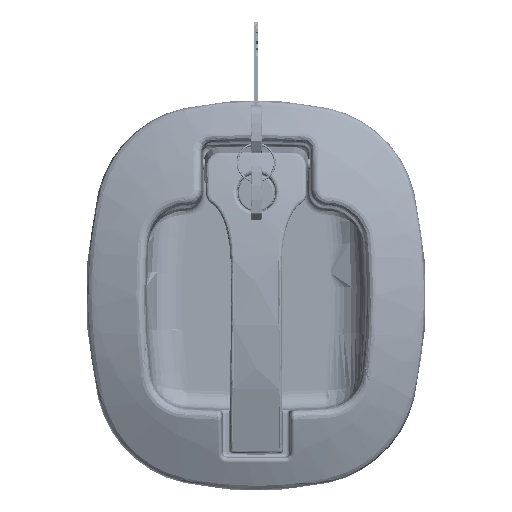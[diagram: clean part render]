
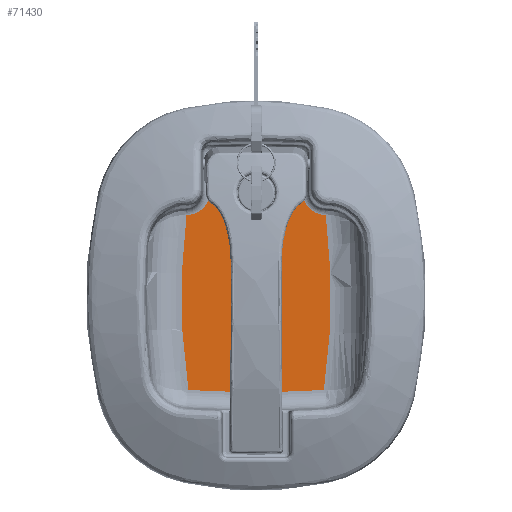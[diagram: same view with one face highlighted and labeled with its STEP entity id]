
A CAD part, top view. The second image highlights one B-rep face of the part: STEP entity #71430.
In plain terms, the highlighted planar face has unit normal (0, 0, 1).
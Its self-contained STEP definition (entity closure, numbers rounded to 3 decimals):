
#2041=FACE_BOUND('',#12946,.T.);
#4949=PLANE('',#77319);
#8246=FACE_OUTER_BOUND('',#12945,.T.);
#12945=EDGE_LOOP('',(#56895,#56896,#56897,#56898,#56899,#56900,#56901,#56902,
#56903,#56904));
#12946=EDGE_LOOP('',(#56905));
#18230=LINE('',#116061,#23321);
#18232=LINE('',#116101,#23323);
#23321=VECTOR('',#90053,0.394);
#23323=VECTOR('',#90079,0.394);
#26577=CIRCLE('',#76577,0.418);
#26581=CIRCLE('',#76582,0.013);
#26584=CIRCLE('',#76586,19.673);
#26587=CIRCLE('',#76589,0.013);
#26591=CIRCLE('',#76595,0.418);
#26904=CIRCLE('',#77012,19.602);
#27063=CIRCLE('',#77320,11.305);
#27064=CIRCLE('',#77321,11.305);
#27065=CIRCLE('',#77322,0.479);
#31997=VERTEX_POINT('',#116047);
#31999=VERTEX_POINT('',#116053);
#32001=VERTEX_POINT('',#116059);
#32003=VERTEX_POINT('',#116073);
#32005=VERTEX_POINT('',#116079);
#32007=VERTEX_POINT('',#116093);
#32009=VERTEX_POINT('',#116099);
#32011=VERTEX_POINT('',#116105);
#32485=VERTEX_POINT('',#121023);
#32486=VERTEX_POINT('',#121027);
#32693=VERTEX_POINT('',#123168);
#40299=EDGE_CURVE('',#31999,#31997,#26577,.T.);
#40302=EDGE_CURVE('',#32001,#31999,#18230,.T.);
#40305=EDGE_CURVE('',#32003,#32001,#26581,.T.);
#40308=EDGE_CURVE('',#32005,#32003,#26584,.T.);
#40311=EDGE_CURVE('',#32007,#32005,#26587,.T.);
#40314=EDGE_CURVE('',#32009,#32007,#18232,.T.);
#40317=EDGE_CURVE('',#32011,#32009,#26591,.T.);
#40937=EDGE_CURVE('',#32486,#32485,#26904,.T.);
#41266=EDGE_CURVE('',#31997,#32486,#27063,.T.);
#41267=EDGE_CURVE('',#32485,#32011,#27064,.T.);
#41268=EDGE_CURVE('',#32693,#32693,#27065,.T.);
#56895=ORIENTED_EDGE('',*,*,#40937,.F.);
#56896=ORIENTED_EDGE('',*,*,#41266,.F.);
#56897=ORIENTED_EDGE('',*,*,#40299,.F.);
#56898=ORIENTED_EDGE('',*,*,#40302,.F.);
#56899=ORIENTED_EDGE('',*,*,#40305,.F.);
#56900=ORIENTED_EDGE('',*,*,#40308,.F.);
#56901=ORIENTED_EDGE('',*,*,#40311,.F.);
#56902=ORIENTED_EDGE('',*,*,#40314,.F.);
#56903=ORIENTED_EDGE('',*,*,#40317,.F.);
#56904=ORIENTED_EDGE('',*,*,#41267,.F.);
#56905=ORIENTED_EDGE('',*,*,#41268,.F.);
#71430=ADVANCED_FACE('',(#8246,#2041),#4949,.T.);
#76577=AXIS2_PLACEMENT_3D('',#116055,#90046,#90047);
#76582=AXIS2_PLACEMENT_3D('',#116075,#90058,#90059);
#76586=AXIS2_PLACEMENT_3D('',#116081,#90066,#90067);
#76589=AXIS2_PLACEMENT_3D('',#116095,#90072,#90073);
#76595=AXIS2_PLACEMENT_3D('',#116107,#90086,#90087);
#77012=AXIS2_PLACEMENT_3D('',#121029,#90998,#90999);
#77319=AXIS2_PLACEMENT_3D('',#123165,#91702,#91703);
#77320=AXIS2_PLACEMENT_3D('',#123166,#91704,#91705);
#77321=AXIS2_PLACEMENT_3D('',#123167,#91706,#91707);
#77322=AXIS2_PLACEMENT_3D('',#123169,#91708,#91709);
#90046=DIRECTION('center_axis',(0.,0.,
1.));
#90047=DIRECTION('ref_axis',(-0.727,-0.687,0.));
#90053=DIRECTION('',(0.,-1.,0.));
#90058=DIRECTION('center_axis',(0.,0.,
-1.));
#90059=DIRECTION('ref_axis',(0.721,0.693,0.));
#90066=DIRECTION('center_axis',(0.,0.,
-1.));
#90067=DIRECTION('ref_axis',(0.,1.,0.));
#90072=DIRECTION('center_axis',(0.,0.,
-1.));
#90073=DIRECTION('ref_axis',(-0.721,0.693,0.));
#90079=DIRECTION('',(0.,1.,0.));
#90086=DIRECTION('center_axis',(0.,0.,
1.));
#90087=DIRECTION('ref_axis',(0.727,-0.687,0.));
#90998=DIRECTION('center_axis',(0.,0.,
-1.));
#90999=DIRECTION('ref_axis',(0.,-1.,0.));
#91702=DIRECTION('center_axis',(0.,0.,
1.));
#91703=DIRECTION('ref_axis',(1.,0.,0.));
#91704=DIRECTION('center_axis',(0.,0.,
-1.));
#91705=DIRECTION('ref_axis',(1.,-0.019,0.));
#91706=DIRECTION('center_axis',(0.,0.,
-1.));
#91707=DIRECTION('ref_axis',(-1.,-0.019,0.));
#91708=DIRECTION('center_axis',(0.,0.,
1.));
#91709=DIRECTION('ref_axis',(-1.,0.,0.));
#116047=CARTESIAN_POINT('',(1.23,1.423,-0.475));
#116053=CARTESIAN_POINT('',(0.813,1.841,-0.475));
#116055=CARTESIAN_POINT('Origin',(1.231,1.841,-0.475));
#116059=CARTESIAN_POINT('',(0.813,2.529,-0.475));
#116061=CARTESIAN_POINT('',(0.813,1.384,-0.475));
#116073=CARTESIAN_POINT('',(0.8,2.542,-0.475));
#116075=CARTESIAN_POINT('Origin',(0.8,2.529,-0.475));
#116079=CARTESIAN_POINT('',(-0.8,2.542,-0.475));
#116081=CARTESIAN_POINT('Origin',(0.,-17.115,-0.475));
#116093=CARTESIAN_POINT('',(-0.813,2.529,-0.475));
#116095=CARTESIAN_POINT('Origin',(-0.8,2.529,-0.475));
#116099=CARTESIAN_POINT('',(-0.813,1.841,-0.475));
#116101=CARTESIAN_POINT('',(-0.813,1.04,-0.475));
#116105=CARTESIAN_POINT('',(-1.23,1.423,-0.475));
#116107=CARTESIAN_POINT('Origin',(-1.231,1.841,-0.475));
#121023=CARTESIAN_POINT('',(-1.196,-1.669,-0.475));
#121027=CARTESIAN_POINT('',(1.196,-1.669,-0.475));
#121029=CARTESIAN_POINT('Origin',(0.,17.896,-0.475));
#123165=CARTESIAN_POINT('Origin',(0.,0.24,
-0.475));
#123166=CARTESIAN_POINT('Origin',(-9.985,0.,
-0.475));
#123167=CARTESIAN_POINT('Origin',(9.985,0.,
-0.475));
#123168=CARTESIAN_POINT('',(0.479,1.81,-0.475));
#123169=CARTESIAN_POINT('Origin',(0.,1.81,-0.475));
